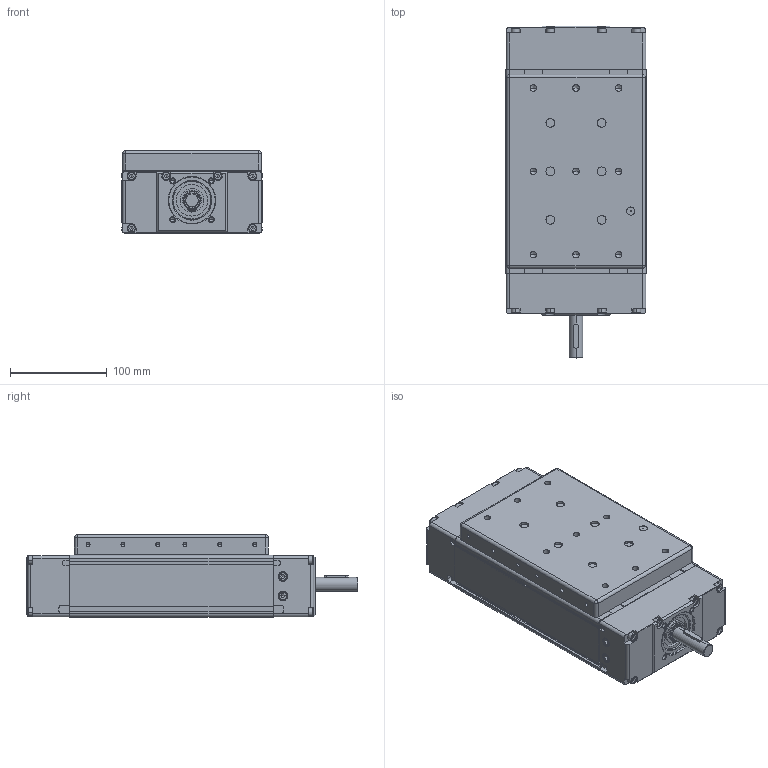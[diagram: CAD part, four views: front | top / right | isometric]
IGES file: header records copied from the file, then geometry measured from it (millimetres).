
Global section: file name: No Iges File Name specified; native system: Autodesk Inventor 2011; preprocessor: AutoDesk Inventor Iges Exporter R2011; author: Matej; date: 20110523.105956; units: millimetre
Bounding box: 145 x 342.5 x 85 mm (x, y, z)
Volume: 3209561.6 mm3; surface area: 321036.5 mm2
Topology: 6 solids, 6 shells, 716 faces, 1873 edges, 1187 vertices
Faces by surface type: plane 334, bspline 147, revolution 102, cylinder 89, torus 36, cone 4, sphere 4
